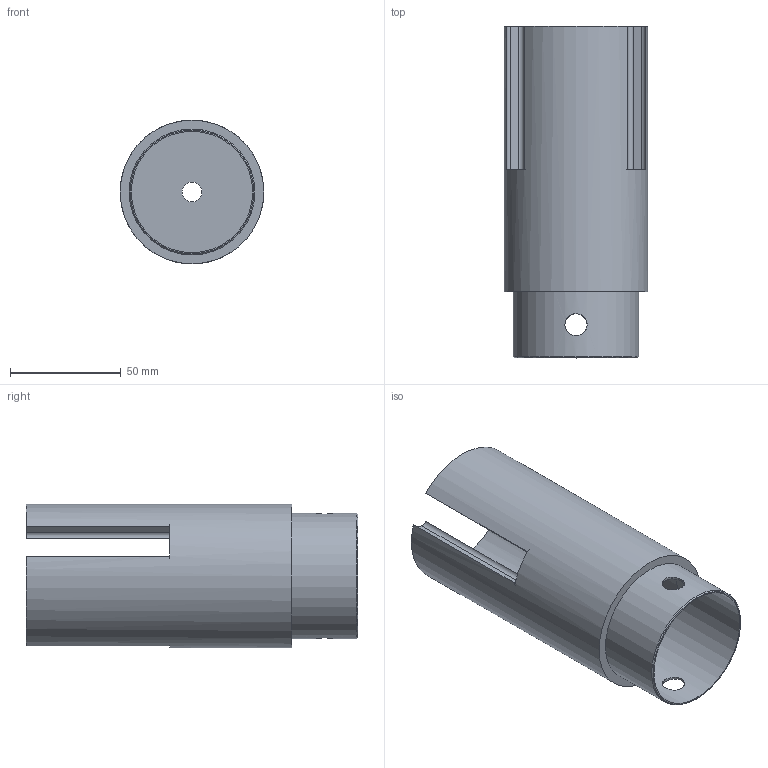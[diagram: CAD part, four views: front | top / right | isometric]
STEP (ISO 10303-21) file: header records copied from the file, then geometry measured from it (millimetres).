
FILE_DESCRIPTION(/* description */ (''),/* implementation_level */ '2;1');
FILE_NAME(/* name */ 'LowerBodyC v23.step',/* time_stamp */ '2023-09-28T22:46:29-04:00',/* author */ (''),/* organization */ (''),/* preprocessor_version */ 'ST-DEVELOPER v20',/* originating_system */ 'Autodesk Translation Framework v12.14.0.127',/* authorisation */ '');
FILE_SCHEMA (('AUTOMOTIVE_DESIGN { 1 0 10303 214 3 1 1 }'));
Length unit declared in the file: millimetre
Products named in the file (2): LowerBodyC; UpperBody v13
Assembly tree (1 placements, depth 2):
  LowerBodyC
    UpperBody v13
Bounding box: 65 x 150 x 65 mm (x, y, z)
Volume: 131295.8 mm3; surface area: 59562.9 mm2
Topology: 1 solids, 1 shells, 61 faces, 163 edges, 102 vertices
Faces by surface type: cylinder 29, plane 18, torus 7, bspline 6, cone 1
Full cylindrical faces by diameter (mm): 9 x1, 10 x2, 17.9 x1, 54.9 x1, 56.9 x1, 57 x1, 65 x1
Entity records: 2731 total; most frequent: CARTESIAN_POINT 1163, DIRECTION 331, ORIENTED_EDGE 314, EDGE_CURVE 157, AXIS2_PLACEMENT_3D 137, VERTEX_POINT 102, CIRCLE 79, EDGE_LOOP 71
